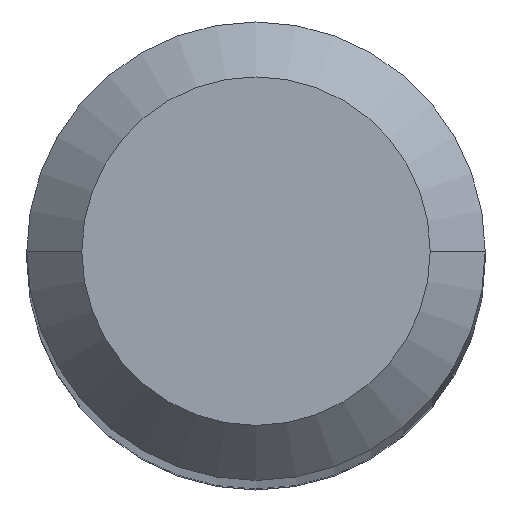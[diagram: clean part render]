
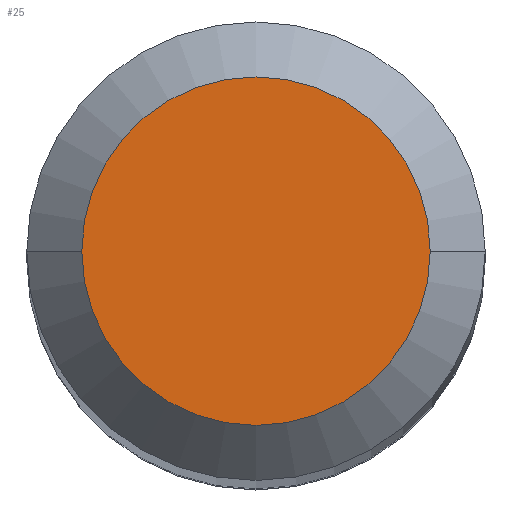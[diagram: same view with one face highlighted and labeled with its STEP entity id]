
A CAD part, top view. The second image highlights one B-rep face of the part: STEP entity #25.
In plain terms, the highlighted planar face has unit normal (0, 0, 1).
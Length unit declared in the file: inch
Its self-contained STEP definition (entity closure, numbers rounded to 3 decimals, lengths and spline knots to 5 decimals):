
#6 = CARTESIAN_POINT ( 'NONE',  ( 0., 0., 1.5 ) ) ;
#17 = CIRCLE ( 'NONE', #263, 0.0475 ) ;
#25 = ADVANCED_FACE ( 'NONE', ( #279 ), #365, .T. ) ;
#68 = CARTESIAN_POINT ( 'NONE',  ( 0., 0., 1.5 ) ) ;
#71 = DIRECTION ( 'NONE',  ( 1., 0., 0. ) ) ;
#90 = DIRECTION ( 'NONE',  ( 1., 0., 0. ) ) ;
#104 = DIRECTION ( 'NONE',  ( 0., 0., 1. ) ) ;
#133 = CIRCLE ( 'NONE', #281, 0.0475 ) ;
#141 = VERTEX_POINT ( 'NONE', #343 ) ;
#144 = DIRECTION ( 'NONE',  ( 0., 0., 1. ) ) ;
#172 = AXIS2_PLACEMENT_3D ( 'NONE', #251, #104, #71 ) ;
#195 = EDGE_CURVE ( 'NONE', #141, #322, #17, .T. ) ;
#202 = EDGE_CURVE ( 'NONE', #322, #141, #133, .T. ) ;
#215 = DIRECTION ( 'NONE',  ( 0., 0., 1. ) ) ;
#222 = CARTESIAN_POINT ( 'NONE',  ( -0.0475, 0., 1.5 ) ) ;
#251 = CARTESIAN_POINT ( 'NONE',  ( 0., 0., 1.5 ) ) ;
#260 = ORIENTED_EDGE ( 'NONE', *, *, #195, .T. ) ;
#263 = AXIS2_PLACEMENT_3D ( 'NONE', #68, #144, #356 ) ;
#274 = ORIENTED_EDGE ( 'NONE', *, *, #202, .T. ) ;
#279 = FACE_OUTER_BOUND ( 'NONE', #357, .T. ) ;
#281 = AXIS2_PLACEMENT_3D ( 'NONE', #6, #215, #90 ) ;
#322 = VERTEX_POINT ( 'NONE', #222 ) ;
#343 = CARTESIAN_POINT ( 'NONE',  ( 0.0475, 0., 1.5 ) ) ;
#356 = DIRECTION ( 'NONE',  ( 1., 0., 0. ) ) ;
#357 = EDGE_LOOP ( 'NONE', ( #274, #260 ) ) ;
#365 = PLANE ( 'NONE',  #172 ) ;
